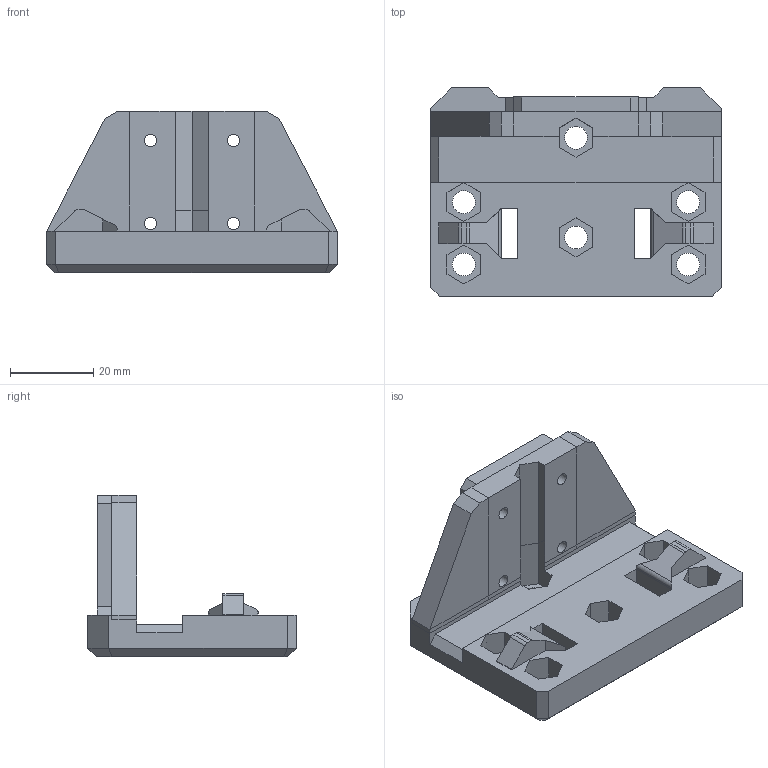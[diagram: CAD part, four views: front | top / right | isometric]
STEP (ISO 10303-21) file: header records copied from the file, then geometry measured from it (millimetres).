
FILE_DESCRIPTION(('FreeCAD Model'),'2;1');
FILE_NAME('Open CASCADE Shape Model','2024-10-13T16:19:43',('FreeCAD'),( 'FreeCAD'),'Open CASCADE STEP processor 7.6','FreeCAD','Unknown');
FILE_SCHEMA(('AUTOMOTIVE_DESIGN { 1 0 10303 214 1 1 1 1 }'));
Length unit declared in the file: millimetre
Products named in the file (1): Open CASCADE STEP translator 7.6 1
Bounding box: 70 x 50.12 x 38.88 mm (x, y, z)
Volume: 39523.8 mm3; surface area: 15120.5 mm2
Topology: 1 solids, 1 shells, 164 faces, 440 edges, 285 vertices
Faces by surface type: plane 142, cylinder 22
Full cylindrical faces by diameter (mm): 2.95 x4, 5.5 x6, 6.5 x4
Entity records: 5094 total; most frequent: CARTESIAN_POINT 890, ORIENTED_EDGE 880, DIRECTION 822, EDGE_CURVE 440, LINE 388, VECTOR 388, VERTEX_POINT 285, AXIS2_PLACEMENT_3D 217
